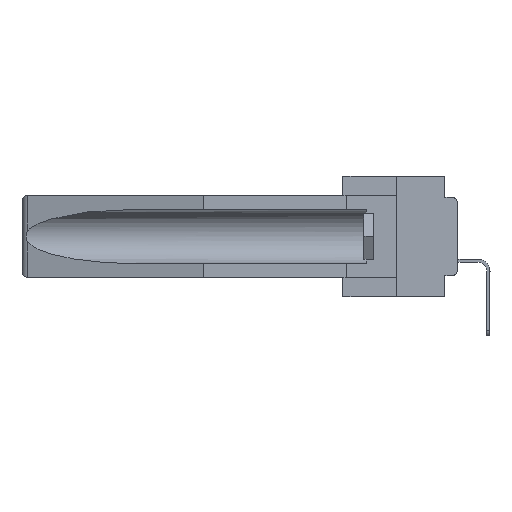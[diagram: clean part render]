
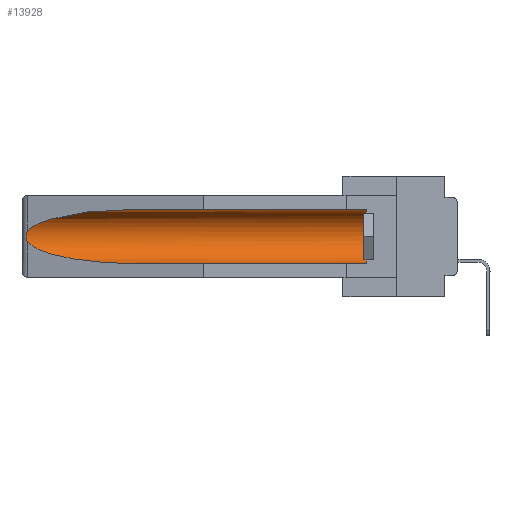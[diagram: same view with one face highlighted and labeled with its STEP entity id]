
A CAD part, left-side view. The second image highlights one B-rep face of the part: STEP entity #13928.
In plain terms, the highlighted cylindrical face has radius 2.857 mm (diameter 5.715 mm), a partial arc.
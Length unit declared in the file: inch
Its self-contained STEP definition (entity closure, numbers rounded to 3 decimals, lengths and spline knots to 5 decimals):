
#205 = EDGE_CURVE ( 'NONE', #10992, #21296, #23706, .T. ) ;
#404 =( BOUNDED_CURVE ( )  B_SPLINE_CURVE ( 3, ( #17769, #29447, #989, #17371 ),
 .UNSPECIFIED., .F., .F. ) 
 B_SPLINE_CURVE_WITH_KNOTS ( ( 4, 4 ),
 ( 0.1948, 1.5708 ),
 .UNSPECIFIED. ) 
 CURVE ( )  GEOMETRIC_REPRESENTATION_ITEM ( )  RATIONAL_B_SPLINE_CURVE ( ( 1., 0.848, 0.848, 1. ) ) 
 REPRESENTATION_ITEM ( '' )  );
#989 = CARTESIAN_POINT ( 'NONE',  ( 0.21114, 1.30732, -0.284 ) ) ;
#1934 = EDGE_CURVE ( 'NONE', #16638, #27961, #10386, .T. ) ;
#2089 = CARTESIAN_POINT ( 'NONE',  ( 0.26654, 1.53092, -0.15636 ) ) ;
#2249 = CYLINDRICAL_SURFACE ( 'NONE', #18920, 0.1125 ) ;
#2749 = LINE ( 'NONE', #22979, #3458 ) ;
#2996 = CARTESIAN_POINT ( 'NONE',  ( 0.26537, 1.52718, -0.14972 ) ) ;
#3036 = CARTESIAN_POINT ( 'NONE',  ( 0.155, 1.07973, -0.059 ) ) ;
#3095 = DIRECTION ( 'NONE',  ( 0., 1., 0. ) ) ;
#3277 = EDGE_CURVE ( 'NONE', #18952, #25459, #404, .T. ) ;
#3319 = EDGE_CURVE ( 'NONE', #21296, #18952, #8084, .T. ) ;
#3458 = VECTOR ( 'NONE', #13225, 39.37008 ) ;
#4428 = CARTESIAN_POINT ( 'NONE',  ( 0.26537, 1.52718, -0.14972 ) ) ;
#4960 = CARTESIAN_POINT ( 'NONE',  ( 0.25451, 1.48313, -0.09465 ) ) ;
#5949 = CARTESIAN_POINT ( 'NONE',  ( 0.26537, 1.52718, -0.19328 ) ) ;
#6739 = ORIENTED_EDGE ( 'NONE', *, *, #25690, .T. ) ;
#7604 = CARTESIAN_POINT ( 'NONE',  ( 0.155, -0.30754, -0.1715 ) ) ;
#8084 = B_SPLINE_CURVE_WITH_KNOTS ( 'NONE', 3,
 ( #4428, #17984, #2089, #18707, #10879, #23234, #20852, #28000, #15603, #9149 ),
 .UNSPECIFIED., .F., .F.,
 ( 4, 2, 2, 2, 4 ),
 ( 0., 0.00029, 0.00058, 0.00087, 0.00117 ),
 .UNSPECIFIED. ) ;
#9149 = CARTESIAN_POINT ( 'NONE',  ( 0.26537, 1.52718, -0.19328 ) ) ;
#9350 = CARTESIAN_POINT ( 'NONE',  ( 0.155, 0.126, -0.284 ) ) ;
#9770 = CARTESIAN_POINT ( 'NONE',  ( 0.155, 1.07973, -0.059 ) ) ;
#9877 = CARTESIAN_POINT ( 'NONE',  ( 0.21114, 1.30732, -0.059 ) ) ;
#9990 = EDGE_LOOP ( 'NONE', ( #20065, #26348, #20497, #23935, #26704, #6739 ) ) ;
#10386 = CIRCLE ( 'NONE', #17517, 0.1125 ) ;
#10879 = CARTESIAN_POINT ( 'NONE',  ( 0.2675, 1.53308, -0.16763 ) ) ;
#10992 = VERTEX_POINT ( 'NONE', #3036 ) ;
#12161 = FACE_OUTER_BOUND ( 'NONE', #9990, .T. ) ;
#12735 = LINE ( 'NONE', #18918, #18628 ) ;
#13225 = DIRECTION ( 'NONE',  ( 0., 1., 0. ) ) ;
#13928 = ADVANCED_FACE ( 'NONE', ( #12161 ), #2249, .F. ) ;
#14979 = DIRECTION ( 'NONE',  ( 0., 0., 1. ) ) ;
#15603 = CARTESIAN_POINT ( 'NONE',  ( 0.26597, 1.5296, -0.19026 ) ) ;
#16574 = CARTESIAN_POINT ( 'NONE',  ( 0.155, 0.126, -0.1715 ) ) ;
#16638 = VERTEX_POINT ( 'NONE', #9350 ) ;
#16778 = DIRECTION ( 'NONE',  ( 0., 0., 1. ) ) ;
#17371 = CARTESIAN_POINT ( 'NONE',  ( 0.155, 1.07973, -0.284 ) ) ;
#17517 = AXIS2_PLACEMENT_3D ( 'NONE', #16574, #28455, #16778 ) ;
#17769 = CARTESIAN_POINT ( 'NONE',  ( 0.26537, 1.52718, -0.19328 ) ) ;
#17984 = CARTESIAN_POINT ( 'NONE',  ( 0.26597, 1.52961, -0.15275 ) ) ;
#18628 = VECTOR ( 'NONE', #28103, 39.37008 ) ;
#18707 = CARTESIAN_POINT ( 'NONE',  ( 0.2673, 1.5327, -0.16383 ) ) ;
#18918 = CARTESIAN_POINT ( 'NONE',  ( 0.155, -0.30754, -0.284 ) ) ;
#18920 = AXIS2_PLACEMENT_3D ( 'NONE', #7604, #3095, #14979 ) ;
#18952 = VERTEX_POINT ( 'NONE', #5949 ) ;
#20065 = ORIENTED_EDGE ( 'NONE', *, *, #205, .T. ) ;
#20497 = ORIENTED_EDGE ( 'NONE', *, *, #3277, .T. ) ;
#20852 = CARTESIAN_POINT ( 'NONE',  ( 0.2673, 1.53269, -0.17917 ) ) ;
#21296 = VERTEX_POINT ( 'NONE', #2996 ) ;
#22468 = CARTESIAN_POINT ( 'NONE',  ( 0.155, 1.07973, -0.284 ) ) ;
#22979 = CARTESIAN_POINT ( 'NONE',  ( 0.155, -0.30754, -0.059 ) ) ;
#23234 = CARTESIAN_POINT ( 'NONE',  ( 0.2675, 1.53308, -0.17534 ) ) ;
#23551 = CARTESIAN_POINT ( 'NONE',  ( 0.26537, 1.52718, -0.14972 ) ) ;
#23706 =( BOUNDED_CURVE ( )  B_SPLINE_CURVE ( 3, ( #9770, #9877, #4960, #23551 ),
 .UNSPECIFIED., .F., .F. ) 
 B_SPLINE_CURVE_WITH_KNOTS ( ( 4, 4 ),
 ( 4.71239, 6.08839 ),
 .UNSPECIFIED. ) 
 CURVE ( )  GEOMETRIC_REPRESENTATION_ITEM ( )  RATIONAL_B_SPLINE_CURVE ( ( 1., 0.848, 0.848, 1. ) ) 
 REPRESENTATION_ITEM ( '' )  );
#23935 = ORIENTED_EDGE ( 'NONE', *, *, #24143, .F. ) ;
#24143 = EDGE_CURVE ( 'NONE', #16638, #25459, #12735, .T. ) ;
#25459 = VERTEX_POINT ( 'NONE', #22468 ) ;
#25690 = EDGE_CURVE ( 'NONE', #27961, #10992, #2749, .T. ) ;
#26348 = ORIENTED_EDGE ( 'NONE', *, *, #3319, .T. ) ;
#26704 = ORIENTED_EDGE ( 'NONE', *, *, #1934, .T. ) ;
#27085 = CARTESIAN_POINT ( 'NONE',  ( 0.155, 0.126, -0.059 ) ) ;
#27961 = VERTEX_POINT ( 'NONE', #27085 ) ;
#28000 = CARTESIAN_POINT ( 'NONE',  ( 0.26655, 1.53094, -0.18657 ) ) ;
#28103 = DIRECTION ( 'NONE',  ( 0., 1., 0. ) ) ;
#28455 = DIRECTION ( 'NONE',  ( 0., -1., 0. ) ) ;
#29447 = CARTESIAN_POINT ( 'NONE',  ( 0.25451, 1.48313, -0.24835 ) ) ;
